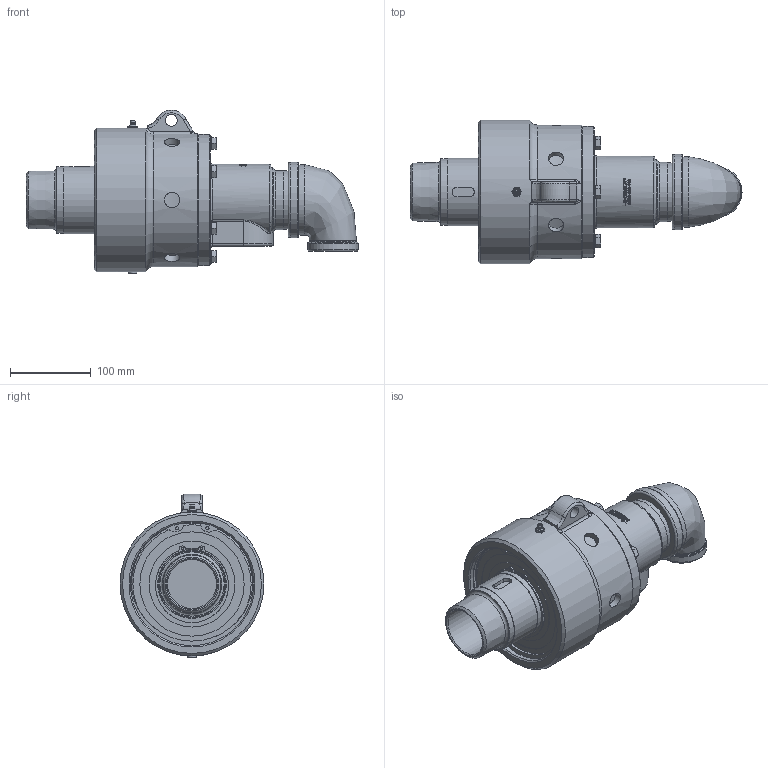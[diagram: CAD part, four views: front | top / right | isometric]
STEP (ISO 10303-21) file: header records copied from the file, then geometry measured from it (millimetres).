
FILE_DESCRIPTION(/* description */ (''),/* implementation_level */ '2;1');
FILE_NAME(/* name */ '6250-002-119-IC.stp',/* time_stamp */ '2020-05-21T09:43:43-05:00',/* author */ ('GALINDOLM'),/* organization */ (''),/* preprocessor_version */ 'ST-DEVELOPER v18',/* originating_system */ 'Autodesk Inventor 2020',/* authorisation */ '');
FILE_SCHEMA (('AUTOMOTIVE_DESIGN { 1 0 10303 214 3 1 1 }'));
Length unit declared in the file: millimetre
Products named in the file (1): 6250-002-119-IC
Bounding box: 410.09 x 177.8 x 202.28 mm (x, y, z)
Volume: 3856208.4 mm3; surface area: 309357 mm2
Topology: 1 solids, 2 shells, 808 faces, 2108 edges, 1360 vertices
Faces by surface type: plane 398, bspline 164, cylinder 154, cone 60, torus 27, sphere 5
Full cylindrical faces by diameter (mm): 3 x1, 3.2 x2, 3.96 x2, 9.525 x6, 10.004 x1, 10.3 x6, 14.3 x1, 16.7 x6, 19 x6, 43.256 x2, 57.991 x1, 60.3 x1, 61.9 x1, 73.025 x1, 80.6 x1, 82 x1, 83.3 x1, 84.96 x1, 85 x1, 92.9 x1, 106.225 x1, 126.108 x1, 128.775 x1, 150 x1, 152.4 x1, 159.26 x1, 161.9 x1, 165.1 x1, 177.8 x1
Entity records: 32188 total; most frequent: CARTESIAN_POINT 12412, ORIENTED_EDGE 4212, DIRECTION 3817, EDGE_CURVE 2106, AXIS2_PLACEMENT_3D 1533, VERTEX_POINT 1360, EDGE_LOOP 912, FACE_OUTER_BOUND 808
